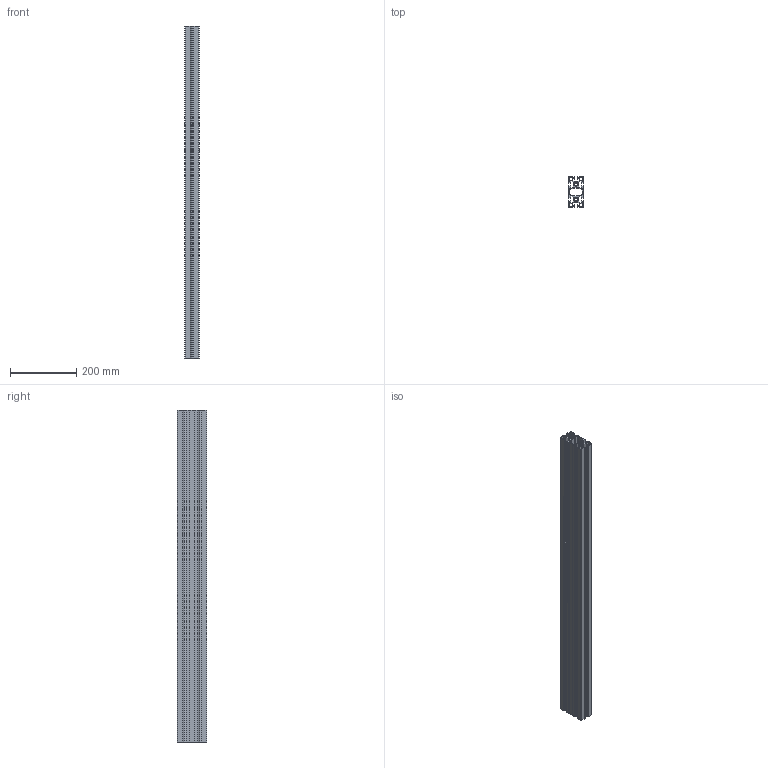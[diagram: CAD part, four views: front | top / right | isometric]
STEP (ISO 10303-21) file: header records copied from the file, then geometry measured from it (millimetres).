
FILE_DESCRIPTION (( 'STEP AP203' ), '1' );
FILE_NAME ('ALF-4590-10L.step', '2024-08-07T10:26:07', ( '' ), ( '' ), 'SwSTEP 2.0', 'SolidWorks 2022', '' );
FILE_SCHEMA (( 'CONFIG_CONTROL_DESIGN' ));
Length unit declared in the file: millimetre
Products named in the file (1): ALF-4590-10L
Bounding box: 45 x 90 x 1000 mm (x, y, z)
Volume: 1138689.8 mm3; surface area: 971712.4 mm2
Topology: 1 solids, 1 shells, 241 faces, 717 edges, 478 vertices
Faces by surface type: plane 170, cylinder 71
Entity records: 8158 total; most frequent: CARTESIAN_POINT 1437, ORIENTED_EDGE 1434, DIRECTION 1343, EDGE_CURVE 717, LINE 575, VECTOR 575, VERTEX_POINT 478, AXIS2_PLACEMENT_3D 384
